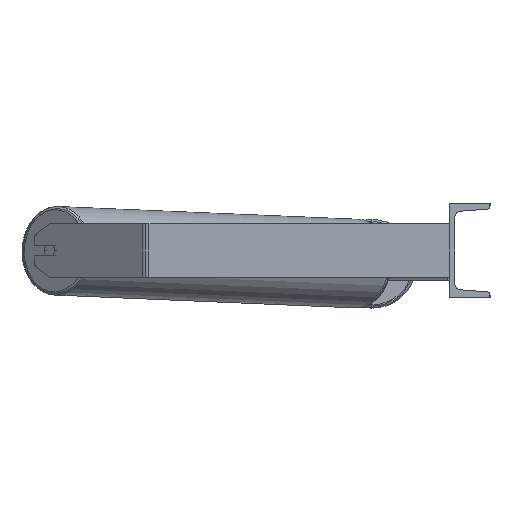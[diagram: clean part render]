
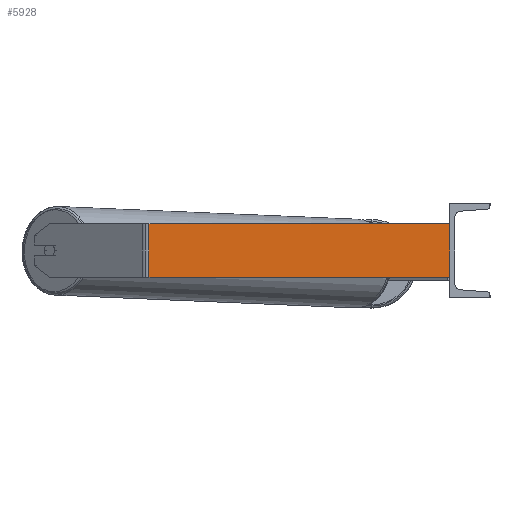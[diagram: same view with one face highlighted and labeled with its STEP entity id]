
A CAD part, left-side view. The second image highlights one B-rep face of the part: STEP entity #5928.
In plain terms, the highlighted planar face has unit normal (-1, 0, 0).
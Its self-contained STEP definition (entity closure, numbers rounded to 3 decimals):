
#524 = DIRECTION ( 'NONE',  ( 0., 0., -1. ) ) ;
#555 = VERTEX_POINT ( 'NONE', #2024 ) ;
#720 = VERTEX_POINT ( 'NONE', #6636 ) ;
#798 = CARTESIAN_POINT ( 'NONE',  ( -1085., 0., 40. ) ) ;
#978 = DIRECTION ( 'NONE',  ( 0., 0., -1. ) ) ;
#1306 = DIRECTION ( 'NONE',  ( 0., 1., 0. ) ) ;
#1449 = DIRECTION ( 'NONE',  ( 1., 0., 0. ) ) ;
#1579 = EDGE_CURVE ( 'NONE', #3037, #555, #8899, .T. ) ;
#1855 = CARTESIAN_POINT ( 'NONE',  ( -1085., 457.212, 40. ) ) ;
#2024 = CARTESIAN_POINT ( 'NONE',  ( -1085., 0., -40. ) ) ;
#2568 = CARTESIAN_POINT ( 'NONE',  ( -1085., 457.212, -40. ) ) ;
#2601 = CARTESIAN_POINT ( 'NONE',  ( -1085., 451.389, -40. ) ) ;
#2658 = DIRECTION ( 'NONE',  ( 0., -1., 0. ) ) ;
#3037 = VERTEX_POINT ( 'NONE', #2601 ) ;
#3052 = ORIENTED_EDGE ( 'NONE', *, *, #1579, .T. ) ;
#3095 = ORIENTED_EDGE ( 'NONE', *, *, #5785, .F. ) ;
#3253 = LINE ( 'NONE', #5270, #7246 ) ;
#3493 = CARTESIAN_POINT ( 'NONE',  ( -1085., 457.212, 40. ) ) ;
#4037 = AXIS2_PLACEMENT_3D ( 'NONE', #3493, #1449, #1306 ) ;
#4785 = PLANE ( 'NONE',  #4037 ) ;
#4920 = VECTOR ( 'NONE', #8913, 1000. ) ;
#5086 = ORIENTED_EDGE ( 'NONE', *, *, #8110, .F. ) ;
#5270 = CARTESIAN_POINT ( 'NONE',  ( -1085., 451.389, 40. ) ) ;
#5305 = VECTOR ( 'NONE', #978, 1000. ) ;
#5381 = LINE ( 'NONE', #1855, #4920 ) ;
#5785 = EDGE_CURVE ( 'NONE', #7225, #720, #5381, .T. ) ;
#5928 = ADVANCED_FACE ( 'NONE', ( #6983 ), #4785, .F. ) ;
#6472 = CARTESIAN_POINT ( 'NONE',  ( -1085., 451.389, 40. ) ) ;
#6636 = CARTESIAN_POINT ( 'NONE',  ( -1085., 0., 40. ) ) ;
#6983 = FACE_OUTER_BOUND ( 'NONE', #8151, .T. ) ;
#7225 = VERTEX_POINT ( 'NONE', #6472 ) ;
#7246 = VECTOR ( 'NONE', #524, 1000. ) ;
#7370 = VECTOR ( 'NONE', #2658, 1000. ) ;
#7896 = LINE ( 'NONE', #798, #5305 ) ;
#7995 = EDGE_CURVE ( 'NONE', #7225, #3037, #3253, .T. ) ;
#8110 = EDGE_CURVE ( 'NONE', #720, #555, #7896, .T. ) ;
#8151 = EDGE_LOOP ( 'NONE', ( #3052, #5086, #3095, #8803 ) ) ;
#8803 = ORIENTED_EDGE ( 'NONE', *, *, #7995, .T. ) ;
#8899 = LINE ( 'NONE', #2568, #7370 ) ;
#8913 = DIRECTION ( 'NONE',  ( 0., -1., 0. ) ) ;
